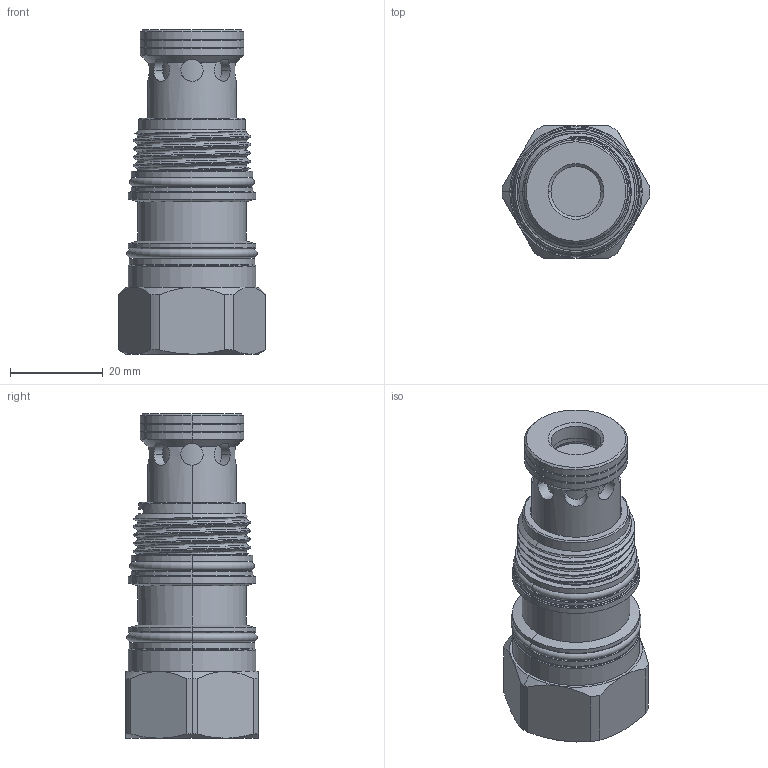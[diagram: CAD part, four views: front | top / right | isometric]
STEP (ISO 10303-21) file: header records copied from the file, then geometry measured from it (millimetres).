
FILE_DESCRIPTION (( 'STEP AP203' ), '1' );
FILE_NAME ('RV2A3G-8W.STEP', '2024-06-19T06:28:17', ( '' ), ( '' ), 'SwSTEP 2.0', 'SolidWorks 2018', '' );
FILE_SCHEMA (( 'CONFIG_CONTROL_DESIGN' ));
Length unit declared in the file: millimetre
Products named in the file (1): RV2A3G-8W
Bounding box: 31.8 x 28.57 x 69.85 mm (x, y, z)
Volume: 29279.7 mm3; surface area: 11178.4 mm2
Topology: 2 solids, 2 shells, 209 faces, 494 edges, 306 vertices
Faces by surface type: cylinder 105, cone 50, plane 30, torus 16, bspline 6, sphere 2
Entity records: 9779 total; most frequent: CARTESIAN_POINT 5104, ORIENTED_EDGE 988, DIRECTION 950, EDGE_CURVE 494, AXIS2_PLACEMENT_3D 404, VERTEX_POINT 306, EDGE_LOOP 228, ADVANCED_FACE 209
